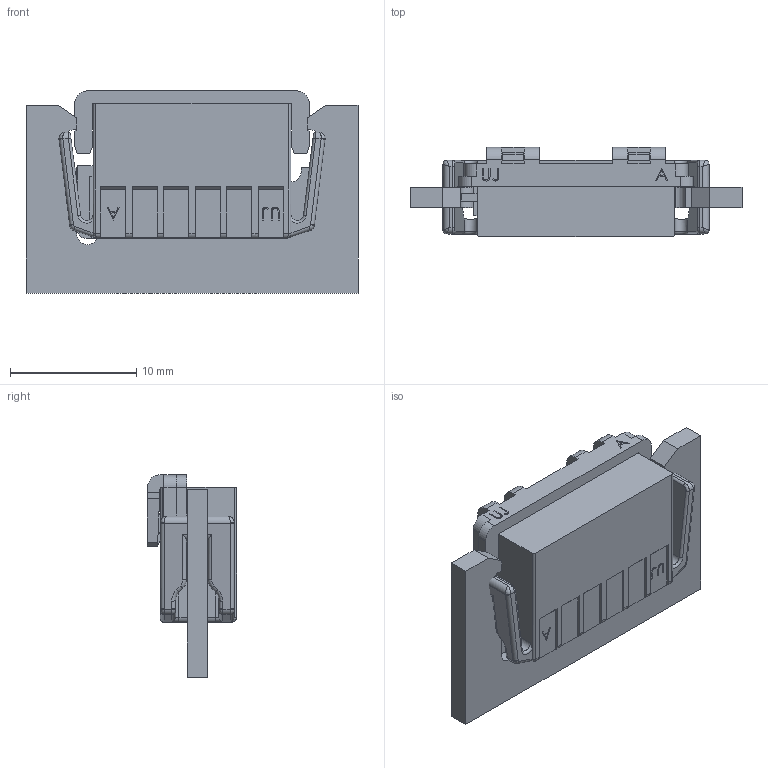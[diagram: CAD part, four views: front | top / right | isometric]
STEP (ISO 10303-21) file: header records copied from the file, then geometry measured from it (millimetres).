
FILE_DESCRIPTION (( 'STEP AP214' ), '1' );
FILE_NAME ('C_PCB Slot 6P.STEP', '2018-03-05T05:24:47', ( 'Personal' ), ( 'Microsoft' ), 'SwSTEP 2.0', 'SolidWorks 2014', '' );
FILE_SCHEMA (( 'AUTOMOTIVE_DESIGN' ));
Length unit declared in the file: millimetre
Products named in the file (4): PCB Slot 6F T／CPA_Rev A; PCB Slot 6P PCB_Rev 6; C_PCB Slot 6 HSG; C_PCB Slot 6P
Assembly tree (3 placements, depth 2):
  C_PCB Slot 6P
    C_PCB Slot 6 HSG
    PCB Slot 6P PCB_Rev 6
    PCB Slot 6F T／CPA_Rev A
Bounding box: 26.34 x 7.07 x 16.05 mm (x, y, z)
Volume: 1498.5 mm3; surface area: 2167 mm2
Topology: 15 solids, 15 shells, 577 faces, 1482 edges, 952 vertices
Faces by surface type: plane 410, cylinder 98, bspline 43, torus 26
Entity records: 19276 total; most frequent: CARTESIAN_POINT 5326, ORIENTED_EDGE 2952, DIRECTION 2602, EDGE_CURVE 1476, VECTOR 1158, LINE 1158, VERTEX_POINT 952, AXIS2_PLACEMENT_3D 722
